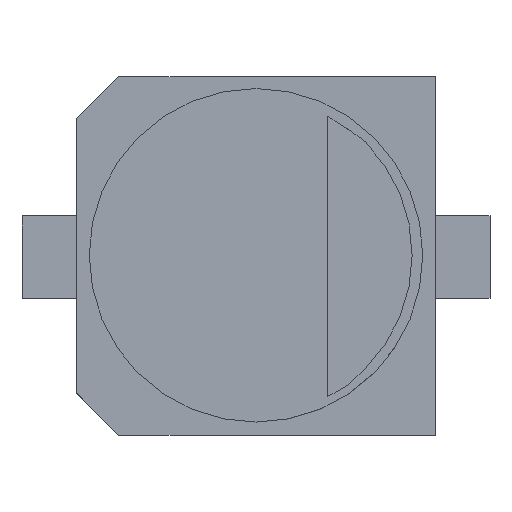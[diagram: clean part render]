
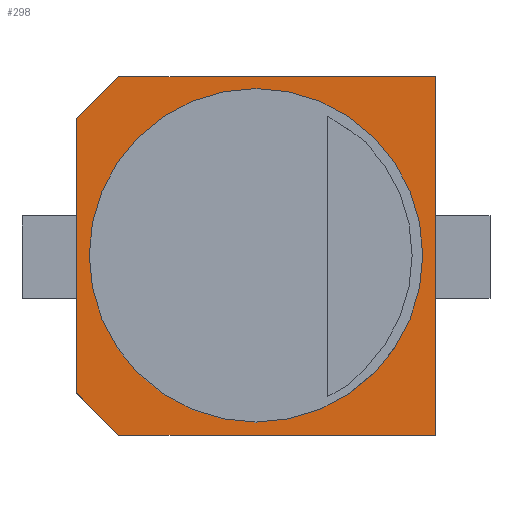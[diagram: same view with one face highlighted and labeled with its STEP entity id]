
A CAD part, top view. The second image highlights one B-rep face of the part: STEP entity #298.
In plain terms, the highlighted planar face has unit normal (0, 0, 1).
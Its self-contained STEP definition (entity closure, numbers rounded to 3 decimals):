
#262 = EDGE_CURVE ( 'NONE', #293, #420, #1027, .T. ) ;
#263 = ORIENTED_EDGE ( 'NONE', *, *, #264, .F. ) ;
#264 = EDGE_CURVE ( 'NONE', #265, #293, #1023, .T. ) ;
#265 = VERTEX_POINT ( 'NONE', #1019 ) ;
#291 = EDGE_LOOP ( 'NONE', ( #292, #314, #263, #385, #383, #432 ) ) ;
#292 = ORIENTED_EDGE ( 'NONE', *, *, #419, .F. ) ;
#293 = VERTEX_POINT ( 'NONE', #1224 ) ;
#298 = ADVANCED_FACE ( 'NONE', ( #1219 ), #1218, .T. ) ;
#313 = VERTEX_POINT ( 'NONE', #1122 ) ;
#314 = ORIENTED_EDGE ( 'NONE', *, *, #262, .F. ) ;
#356 = VERTEX_POINT ( 'NONE', #1182 ) ;
#367 = EDGE_CURVE ( 'NONE', #313, #384, #1037, .T. ) ;
#383 = ORIENTED_EDGE ( 'NONE', *, *, #431, .F. ) ;
#384 = VERTEX_POINT ( 'NONE', #1362 ) ;
#385 = ORIENTED_EDGE ( 'NONE', *, *, #386, .F. ) ;
#386 = EDGE_CURVE ( 'NONE', #356, #265, #1454, .T. ) ;
#419 = EDGE_CURVE ( 'NONE', #420, #313, #1286, .T. ) ;
#420 = VERTEX_POINT ( 'NONE', #1282 ) ;
#431 = EDGE_CURVE ( 'NONE', #384, #356, #1308, .T. ) ;
#432 = ORIENTED_EDGE ( 'NONE', *, *, #367, .F. ) ;
#1019 = CARTESIAN_POINT ( 'NONE',  ( 2.16, 2.16, 1. ) ) ;
#1020 = DIRECTION ( 'NONE',  ( 0., -1., 0. ) ) ;
#1021 = VECTOR ( 'NONE', #1020, 1000. ) ;
#1022 = CARTESIAN_POINT ( 'NONE',  ( 2.16, 2.16, 1. ) ) ;
#1023 = LINE ( 'NONE', #1022, #1021 ) ;
#1024 = DIRECTION ( 'NONE',  ( -1., 0., 0. ) ) ;
#1025 = VECTOR ( 'NONE', #1024, 1000. ) ;
#1026 = CARTESIAN_POINT ( 'NONE',  ( 2.16, -2.16, 1. ) ) ;
#1027 = LINE ( 'NONE', #1026, #1025 ) ;
#1036 = CARTESIAN_POINT ( 'NONE',  ( -2.16, -1.651, 1. ) ) ;
#1037 = LINE ( 'NONE', #1036, #1085 ) ;
#1084 = DIRECTION ( 'NONE',  ( 0., 1., 0. ) ) ;
#1085 = VECTOR ( 'NONE', #1084, 1000. ) ;
#1122 = CARTESIAN_POINT ( 'NONE',  ( -2.16, -1.651, 1. ) ) ;
#1182 = CARTESIAN_POINT ( 'NONE',  ( -1.651, 2.16, 1. ) ) ;
#1213 = DIRECTION ( 'NONE',  ( 1., 0., 0. ) ) ;
#1214 = DIRECTION ( 'NONE',  ( 0., 0., 1. ) ) ;
#1215 = CARTESIAN_POINT ( 'NONE',  ( 2.16, -2.16, 1. ) ) ;
#1217 = AXIS2_PLACEMENT_3D ( 'NONE', #1215, #1214, #1213 ) ;
#1218 = PLANE ( 'NONE',  #1217 ) ;
#1219 = FACE_OUTER_BOUND ( 'NONE', #291, .T. ) ;
#1224 = CARTESIAN_POINT ( 'NONE',  ( 2.16, -2.16, 1. ) ) ;
#1282 = CARTESIAN_POINT ( 'NONE',  ( -1.651, -2.16, 1. ) ) ;
#1283 = DIRECTION ( 'NONE',  ( -0.707, 0.707, 0. ) ) ;
#1284 = VECTOR ( 'NONE', #1283, 1000. ) ;
#1285 = CARTESIAN_POINT ( 'NONE',  ( -1.651, -2.16, 1. ) ) ;
#1286 = LINE ( 'NONE', #1285, #1284 ) ;
#1308 = LINE ( 'NONE', #1391, #1390 ) ;
#1362 = CARTESIAN_POINT ( 'NONE',  ( -2.16, 1.651, 1. ) ) ;
#1389 = DIRECTION ( 'NONE',  ( 0.707, 0.707, 0. ) ) ;
#1390 = VECTOR ( 'NONE', #1389, 1000. ) ;
#1391 = CARTESIAN_POINT ( 'NONE',  ( -2.16, 1.651, 1. ) ) ;
#1451 = DIRECTION ( 'NONE',  ( 1., 0., 0. ) ) ;
#1452 = VECTOR ( 'NONE', #1451, 1000. ) ;
#1453 = CARTESIAN_POINT ( 'NONE',  ( -1.651, 2.16, 1. ) ) ;
#1454 = LINE ( 'NONE', #1453, #1452 ) ;
